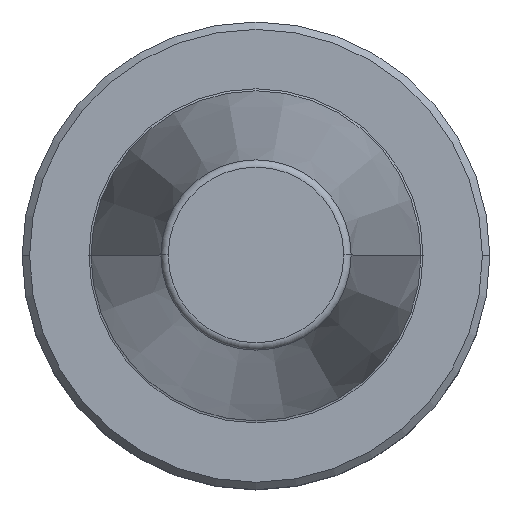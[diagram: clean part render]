
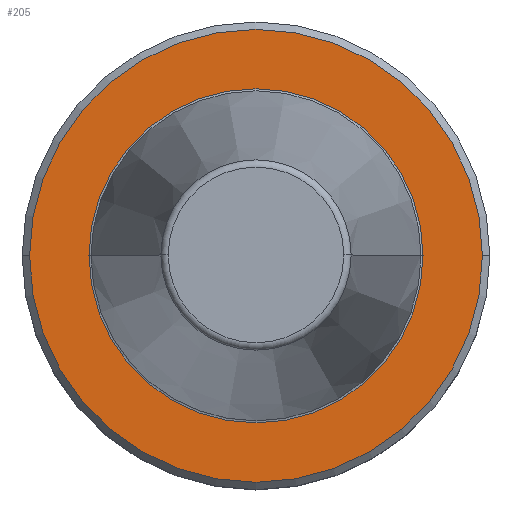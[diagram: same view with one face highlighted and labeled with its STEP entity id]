
A CAD part, top view. The second image highlights one B-rep face of the part: STEP entity #205.
In plain terms, the highlighted planar face has unit normal (0, 0, 1).
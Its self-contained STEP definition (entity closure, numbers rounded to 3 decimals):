
#45 = FACE_OUTER_BOUND ( 'NONE', #953, .T. ) ;
#95 = DIRECTION ( 'NONE',  ( 0., 0., -1. ) ) ;
#154 = VERTEX_POINT ( 'NONE', #467 ) ;
#163 = CARTESIAN_POINT ( 'NONE',  ( -22.5, 0., -1.311 ) ) ;
#182 = DIRECTION ( 'NONE',  ( 1., 0., 0. ) ) ;
#205 = ADVANCED_FACE ( 'NONE', ( #879, #45 ), #375, .F. ) ;
#224 = AXIS2_PLACEMENT_3D ( 'NONE', #675, #322, #182 ) ;
#260 = VERTEX_POINT ( 'NONE', #314 ) ;
#283 = CARTESIAN_POINT ( 'NONE',  ( -30.5, 0., -1.311 ) ) ;
#286 = AXIS2_PLACEMENT_3D ( 'NONE', #1029, #423, #731 ) ;
#313 = ORIENTED_EDGE ( 'NONE', *, *, #527, .T. ) ;
#314 = CARTESIAN_POINT ( 'NONE',  ( 22.5, 0., -1.311 ) ) ;
#322 = DIRECTION ( 'NONE',  ( 0., 0., 1. ) ) ;
#344 = EDGE_CURVE ( 'NONE', #154, #704, #775, .T. ) ;
#375 = PLANE ( 'NONE',  #588 ) ;
#377 = EDGE_CURVE ( 'NONE', #260, #980, #563, .T. ) ;
#423 = DIRECTION ( 'NONE',  ( 0., 0., 1. ) ) ;
#453 = DIRECTION ( 'NONE',  ( 0., 0., 1. ) ) ;
#467 = CARTESIAN_POINT ( 'NONE',  ( 30.5, 0., -1.311 ) ) ;
#491 = DIRECTION ( 'NONE',  ( 1., 0., 0. ) ) ;
#527 = EDGE_CURVE ( 'NONE', #704, #154, #788, .T. ) ;
#557 = AXIS2_PLACEMENT_3D ( 'NONE', #1021, #453, #491 ) ;
#563 = CIRCLE ( 'NONE', #605, 22.5 ) ;
#588 = AXIS2_PLACEMENT_3D ( 'NONE', #694, #95, #697 ) ;
#605 = AXIS2_PLACEMENT_3D ( 'NONE', #739, #641, #781 ) ;
#609 = EDGE_LOOP ( 'NONE', ( #998, #1018 ) ) ;
#639 = EDGE_CURVE ( 'NONE', #980, #260, #702, .T. ) ;
#641 = DIRECTION ( 'NONE',  ( 0., 0., 1. ) ) ;
#675 = CARTESIAN_POINT ( 'NONE',  ( 0., 0., -1.311 ) ) ;
#694 = CARTESIAN_POINT ( 'NONE',  ( 0., 30.5, -1.311 ) ) ;
#697 = DIRECTION ( 'NONE',  ( -1., 0., 0. ) ) ;
#702 = CIRCLE ( 'NONE', #224, 22.5 ) ;
#704 = VERTEX_POINT ( 'NONE', #283 ) ;
#731 = DIRECTION ( 'NONE',  ( 1., 0., 0. ) ) ;
#739 = CARTESIAN_POINT ( 'NONE',  ( 0., 0., -1.311 ) ) ;
#775 = CIRCLE ( 'NONE', #557, 30.5 ) ;
#781 = DIRECTION ( 'NONE',  ( 1., 0., 0. ) ) ;
#788 = CIRCLE ( 'NONE', #286, 30.5 ) ;
#852 = ORIENTED_EDGE ( 'NONE', *, *, #344, .T. ) ;
#879 = FACE_BOUND ( 'NONE', #609, .T. ) ;
#953 = EDGE_LOOP ( 'NONE', ( #313, #852 ) ) ;
#980 = VERTEX_POINT ( 'NONE', #163 ) ;
#998 = ORIENTED_EDGE ( 'NONE', *, *, #377, .F. ) ;
#1018 = ORIENTED_EDGE ( 'NONE', *, *, #639, .F. ) ;
#1021 = CARTESIAN_POINT ( 'NONE',  ( 0., 0., -1.311 ) ) ;
#1029 = CARTESIAN_POINT ( 'NONE',  ( 0., 0., -1.311 ) ) ;
